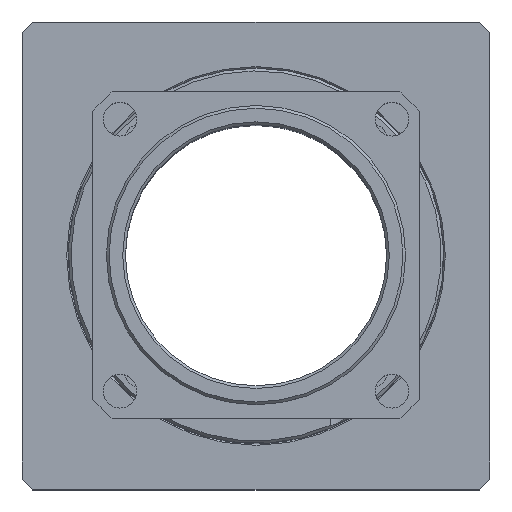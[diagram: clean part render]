
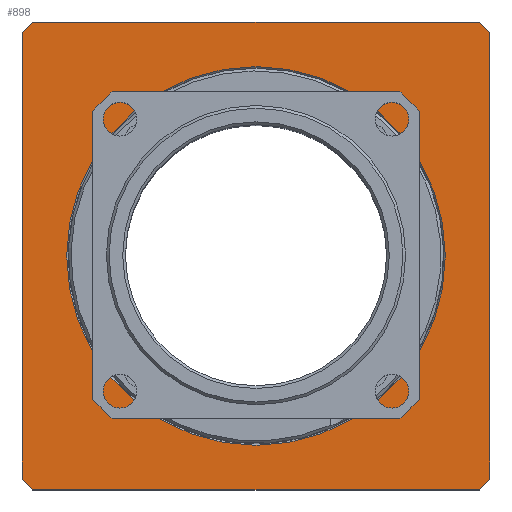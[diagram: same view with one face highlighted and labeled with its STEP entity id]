
A CAD part, top view. The second image highlights one B-rep face of the part: STEP entity #898.
In plain terms, the highlighted planar face has unit normal (0, 0, 1).
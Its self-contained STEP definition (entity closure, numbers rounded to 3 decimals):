
#29=PLANE($,#997);
#60=LINE($,#1732,#105);
#64=LINE($,#1740,#109);
#65=LINE($,#1742,#110);
#66=LINE($,#1744,#111);
#67=LINE($,#1746,#112);
#68=LINE($,#1748,#113);
#69=LINE($,#1750,#114);
#70=LINE($,#1751,#115);
#105=VECTOR($,#1201,2.828);
#109=VECTOR($,#1207,82.);
#110=VECTOR($,#1208,2.828);
#111=VECTOR($,#1209,82.);
#112=VECTOR($,#1210,2.828);
#113=VECTOR($,#1211,82.);
#114=VECTOR($,#1212,2.828);
#115=VECTOR($,#1213,82.);
#193=FACE_BOUND($,#334,.T.);
#237=FACE_OUTER_BOUND($,#333,.T.);
#333=EDGE_LOOP($,(#726,#727,#728,#729,#730,#731,#732,#733));
#334=EDGE_LOOP($,(#734));
#393=CIRCLE($,#998,34.8);
#457=VERTEX_POINT($,#1730);
#458=VERTEX_POINT($,#1731);
#461=VERTEX_POINT($,#1739);
#462=VERTEX_POINT($,#1741);
#463=VERTEX_POINT($,#1743);
#464=VERTEX_POINT($,#1745);
#465=VERTEX_POINT($,#1747);
#466=VERTEX_POINT($,#1749);
#467=VERTEX_POINT($,#1752);
#550=EDGE_CURVE($,#457,#458,#60,.T.);
#554=EDGE_CURVE($,#461,#457,#64,.T.);
#555=EDGE_CURVE($,#462,#461,#65,.T.);
#556=EDGE_CURVE($,#463,#462,#66,.T.);
#557=EDGE_CURVE($,#464,#463,#67,.T.);
#558=EDGE_CURVE($,#465,#464,#68,.T.);
#559=EDGE_CURVE($,#466,#465,#69,.T.);
#560=EDGE_CURVE($,#458,#466,#70,.T.);
#561=EDGE_CURVE($,#467,#467,#393,.T.);
#726=ORIENTED_EDGE($,*,*,#550,.F.);
#727=ORIENTED_EDGE($,*,*,#554,.F.);
#728=ORIENTED_EDGE($,*,*,#555,.F.);
#729=ORIENTED_EDGE($,*,*,#556,.F.);
#730=ORIENTED_EDGE($,*,*,#557,.F.);
#731=ORIENTED_EDGE($,*,*,#558,.F.);
#732=ORIENTED_EDGE($,*,*,#559,.F.);
#733=ORIENTED_EDGE($,*,*,#560,.F.);
#734=ORIENTED_EDGE($,*,*,#561,.F.);
#898=ADVANCED_FACE($,(#237,#193),#29,.T.);
#997=AXIS2_PLACEMENT_3D($,#1738,#1205,#1206);
#998=AXIS2_PLACEMENT_3D($,#1753,#1214,#1215);
#1201=DIRECTION($,(-0.707,0.707,0.));
#1205=DIRECTION('center_axis',(0.,0.,1.));
#1206=DIRECTION('ref_axis',(1.,0.,0.));
#1207=DIRECTION($,(-1.,0.,0.));
#1208=DIRECTION($,(-0.707,-0.707,0.));
#1209=DIRECTION($,(0.,-1.,0.));
#1210=DIRECTION($,(0.707,-0.707,0.));
#1211=DIRECTION($,(1.,0.,0.));
#1212=DIRECTION($,(0.707,0.707,0.));
#1213=DIRECTION($,(0.,1.,0.));
#1214=DIRECTION('center_axis',(0.,0.,1.));
#1215=DIRECTION('ref_axis',(-1.,0.,0.));
#1730=CARTESIAN_POINT('',(-41.,-43.,12.));
#1731=CARTESIAN_POINT('',(-43.,-41.,12.));
#1732=CARTESIAN_POINT($,(-42.,-42.,12.));
#1738=CARTESIAN_POINT('Origin',(0.,0.,12.));
#1739=CARTESIAN_POINT('',(41.,-43.,12.));
#1740=CARTESIAN_POINT($,(43.,-43.,12.));
#1741=CARTESIAN_POINT('',(43.,-41.,12.));
#1742=CARTESIAN_POINT($,(42.,-42.,12.));
#1743=CARTESIAN_POINT('',(43.,41.,12.));
#1744=CARTESIAN_POINT($,(43.,43.,12.));
#1745=CARTESIAN_POINT('',(41.,43.,12.));
#1746=CARTESIAN_POINT($,(42.,42.,12.));
#1747=CARTESIAN_POINT('',(-41.,43.,12.));
#1748=CARTESIAN_POINT($,(-43.,43.,12.));
#1749=CARTESIAN_POINT('',(-43.,41.,12.));
#1750=CARTESIAN_POINT($,(-42.,42.,12.));
#1751=CARTESIAN_POINT($,(-43.,-43.,12.));
#1752=CARTESIAN_POINT('',(34.8,0.,12.));
#1753=CARTESIAN_POINT('Origin',(0.,0.,12.));
